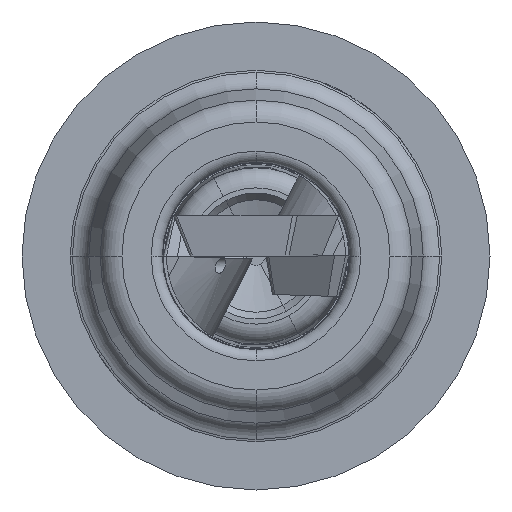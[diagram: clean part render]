
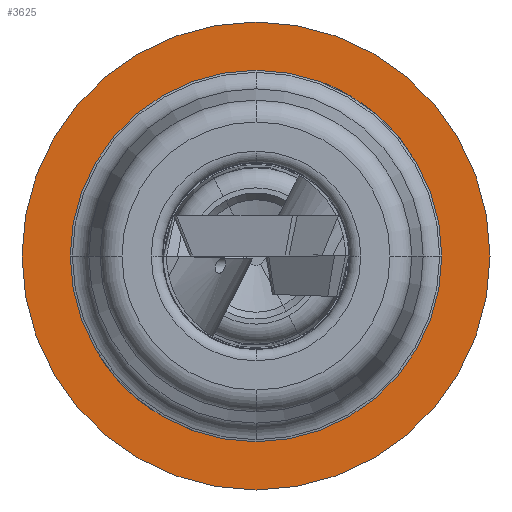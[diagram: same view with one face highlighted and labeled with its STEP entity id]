
A CAD part, front view. The second image highlights one B-rep face of the part: STEP entity #3625.
In plain terms, the highlighted face is planar.
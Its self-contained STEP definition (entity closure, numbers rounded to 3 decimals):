
#2686=CARTESIAN_POINT('',(2.,0.,-25.));
#2687=VERTEX_POINT('',#2686);
#2712=CARTESIAN_POINT('',(2.,-0.,25.));
#2713=VERTEX_POINT('',#2712);
#2720=CARTESIAN_POINT('',(2.,0.,0.));
#2721=DIRECTION('',(-1.,-0.,-0.));
#2722=DIRECTION('',(0.,0.,-1.));
#2723=AXIS2_PLACEMENT_3D('',#2720,#2721,#2722);
#2724=CIRCLE('',#2723,25.);
#2725=EDGE_CURVE('',#2687,#2713,#2724,.T.);
#3564=CARTESIAN_POINT('',(2.,31.5,-0.));
#3565=VERTEX_POINT('',#3564);
#3582=CARTESIAN_POINT('',(2.,-31.5,0.));
#3583=VERTEX_POINT('',#3582);
#3590=CARTESIAN_POINT('',(2.,0.,0.));
#3591=DIRECTION('',(1.,0.,0.));
#3592=DIRECTION('',(-0.,1.,0.));
#3593=AXIS2_PLACEMENT_3D('',#3590,#3591,#3592);
#3594=CIRCLE('',#3593,31.5);
#3595=EDGE_CURVE('',#3565,#3583,#3594,.T.);
#3600=CARTESIAN_POINT('',(2.,15.75,0.));
#3601=DIRECTION('',(1.,0.,0.));
#3602=DIRECTION('',(-0.,1.,0.));
#3603=AXIS2_PLACEMENT_3D('',#3600,#3601,#3602);
#3604=PLANE('',#3603);
#3605=ORIENTED_EDGE('',*,*,#3595,.T.);
#3606=CARTESIAN_POINT('',(2.,0.,0.));
#3607=DIRECTION('',(1.,0.,0.));
#3608=DIRECTION('',(-0.,1.,0.));
#3609=AXIS2_PLACEMENT_3D('',#3606,#3607,#3608);
#3610=CIRCLE('',#3609,31.5);
#3611=EDGE_CURVE('',#3583,#3565,#3610,.T.);
#3612=ORIENTED_EDGE('',*,*,#3611,.T.);
#3613=EDGE_LOOP('',(#3605,#3612));
#3614=FACE_BOUND('',#3613,.T.);
#3615=ORIENTED_EDGE('',*,*,#2725,.T.);
#3616=CARTESIAN_POINT('',(2.,0.,0.));
#3617=DIRECTION('',(-1.,-0.,-0.));
#3618=DIRECTION('',(0.,0.,-1.));
#3619=AXIS2_PLACEMENT_3D('',#3616,#3617,#3618);
#3620=CIRCLE('',#3619,25.);
#3621=EDGE_CURVE('',#2713,#2687,#3620,.T.);
#3622=ORIENTED_EDGE('',*,*,#3621,.T.);
#3623=EDGE_LOOP('',(#3615,#3622));
#3624=FACE_BOUND('',#3623,.T.);
#3625=ADVANCED_FACE('',(#3614,#3624),#3604,.T.);
